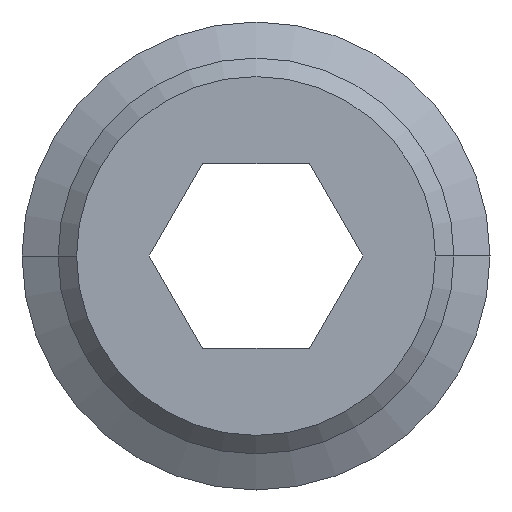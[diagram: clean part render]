
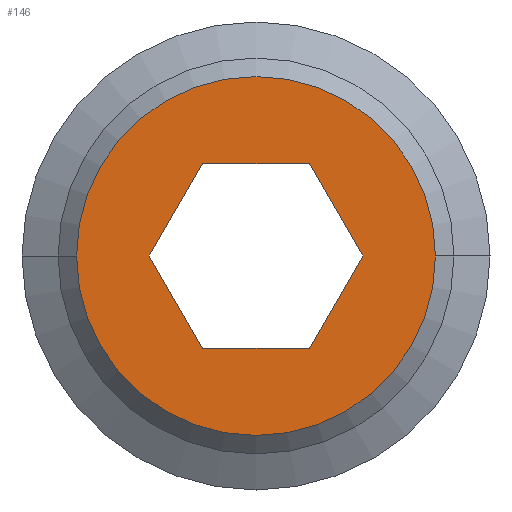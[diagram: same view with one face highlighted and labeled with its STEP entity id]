
A CAD part, left-side view. The second image highlights one B-rep face of the part: STEP entity #146.
In plain terms, the highlighted planar face has unit normal (-1, 0, 0).
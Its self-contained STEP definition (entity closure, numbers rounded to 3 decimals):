
#146=ADVANCED_FACE('',(#307,#308),#309,.T.);
#307=FACE_BOUND('',#478,.T.);
#308=FACE_OUTER_BOUND('',#479,.T.);
#309=PLANE('',#480);
#478=EDGE_LOOP('',(#857,#858,#859,#860,#861,#862));
#479=EDGE_LOOP('',(#863,#864));
#480=AXIS2_PLACEMENT_3D('',#865,#866,#867);
#857=ORIENTED_EDGE('',*,*,#1114,.T.);
#858=ORIENTED_EDGE('',*,*,#1110,.T.);
#859=ORIENTED_EDGE('',*,*,#1106,.T.);
#860=ORIENTED_EDGE('',*,*,#1102,.T.);
#861=ORIENTED_EDGE('',*,*,#1122,.T.);
#862=ORIENTED_EDGE('',*,*,#1118,.T.);
#863=ORIENTED_EDGE('',*,*,#1052,.F.);
#864=ORIENTED_EDGE('',*,*,#1145,.F.);
#865=CARTESIAN_POINT('',(0.,2.425,0.0));
#866=DIRECTION('',(-1.0,0.,0.0));
#867=DIRECTION('',(0.,-1.0,0.0));
#1052=EDGE_CURVE('',#1261,#1263,#1264,.T.);
#1102=EDGE_CURVE('',#1345,#1343,#1346,.T.);
#1106=EDGE_CURVE('',#1351,#1345,#1352,.T.);
#1110=EDGE_CURVE('',#1357,#1351,#1358,.T.);
#1114=EDGE_CURVE('',#1363,#1357,#1364,.T.);
#1118=EDGE_CURVE('',#1369,#1363,#1370,.T.);
#1122=EDGE_CURVE('',#1343,#1369,#1374,.T.);
#1145=EDGE_CURVE('',#1263,#1261,#1401,.T.);
#1261=VERTEX_POINT('',#1543);
#1263=VERTEX_POINT('',#1546);
#1264=CIRCLE('',#1547,4.85);
#1343=VERTEX_POINT('',#1882);
#1345=VERTEX_POINT('',#1885);
#1346=LINE('',#1886,#1887);
#1351=VERTEX_POINT('',#1894);
#1352=LINE('',#1895,#1896);
#1357=VERTEX_POINT('',#1903);
#1358=LINE('',#1904,#1905);
#1363=VERTEX_POINT('',#1912);
#1364=LINE('',#1913,#1914);
#1369=VERTEX_POINT('',#1921);
#1370=LINE('',#1922,#1923);
#1374=LINE('',#1929,#1930);
#1401=CIRCLE('',#2033,4.85);
#1543=CARTESIAN_POINT('',(0.,4.85,0.0));
#1546=CARTESIAN_POINT('',(0.,-4.85,0.));
#1547=AXIS2_PLACEMENT_3D('',#2136,#2137,#2138);
#1882=CARTESIAN_POINT('',(0.,2.887,0.));
#1885=CARTESIAN_POINT('',(0.,1.443,-2.5));
#1886=CARTESIAN_POINT('',(0.,2.468,-0.725));
#1887=VECTOR('',#2172,1.0);
#1894=CARTESIAN_POINT('',(0.,-1.443,-2.5));
#1895=CARTESIAN_POINT('',(0.,1.213,-2.5));
#1896=VECTOR('',#2175,1.0);
#1903=CARTESIAN_POINT('',(0.,-2.887,0.));
#1904=CARTESIAN_POINT('',(0.,-1.862,-1.775));
#1905=VECTOR('',#2178,1.0);
#1912=CARTESIAN_POINT('',(0.,-1.443,2.5));
#1913=CARTESIAN_POINT('',(0.,-1.862,1.775));
#1914=VECTOR('',#2181,1.0);
#1921=CARTESIAN_POINT('',(0.,1.443,2.5));
#1922=CARTESIAN_POINT('',(0.,1.213,2.5));
#1923=VECTOR('',#2184,1.0);
#1929=CARTESIAN_POINT('',(0.,2.468,0.725));
#1930=VECTOR('',#2187,1.0);
#2033=AXIS2_PLACEMENT_3D('',#2203,#2204,#2205);
#2136=CARTESIAN_POINT('',(0.,0.0,0.0));
#2137=DIRECTION('',(1.0,0.0,0.0));
#2138=DIRECTION('',(0.0,1.0,0.0));
#2172=DIRECTION('',(0.,0.5,0.866));
#2175=DIRECTION('',(0.,1.0,0.0));
#2178=DIRECTION('',(0.,0.5,-0.866));
#2181=DIRECTION('',(0.,-0.5,-0.866));
#2184=DIRECTION('',(0.,-1.0,0.));
#2187=DIRECTION('',(0.,-0.5,0.866));
#2203=CARTESIAN_POINT('',(0.,0.0,0.0));
#2204=DIRECTION('',(1.0,0.0,0.0));
#2205=DIRECTION('',(0.0,1.0,0.0));
